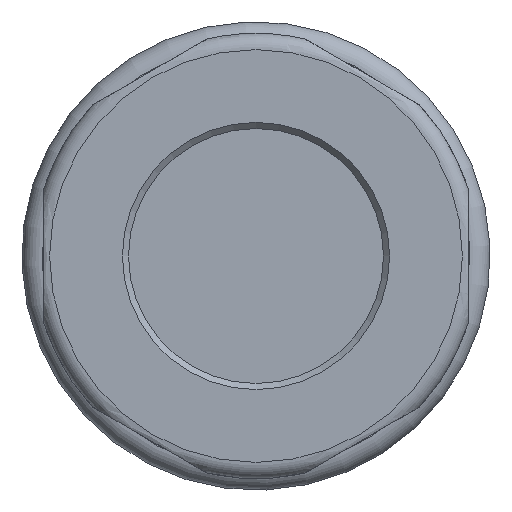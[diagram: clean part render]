
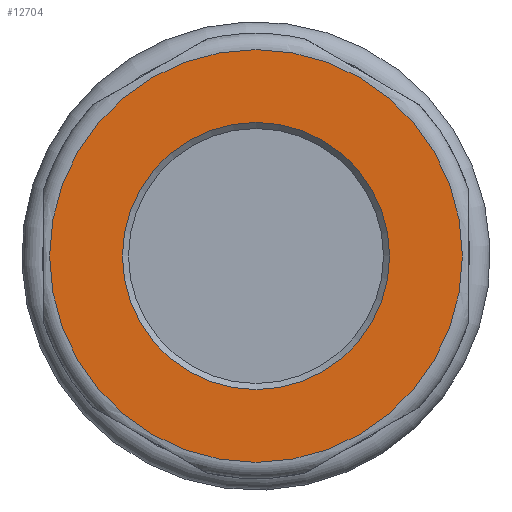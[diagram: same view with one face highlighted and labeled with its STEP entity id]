
A CAD part, left-side view. The second image highlights one B-rep face of the part: STEP entity #12704.
In plain terms, the highlighted planar face has unit normal (-1, 0, 0).
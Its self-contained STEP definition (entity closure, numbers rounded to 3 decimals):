
#423=PLANE('',#13487);
#664=FACE_BOUND('',#1460,.T.);
#741=FACE_OUTER_BOUND('',#1459,.T.);
#1459=EDGE_LOOP('',(#8348,#8349));
#1460=EDGE_LOOP('',(#8350));
#2228=CIRCLE('',#13461,10.2);
#2229=CIRCLE('',#13462,10.2);
#2242=CIRCLE('',#13488,6.6);
#5021=VERTEX_POINT('',#21550);
#5022=VERTEX_POINT('',#21552);
#5036=VERTEX_POINT('',#21759);
#6328=EDGE_CURVE('',#5021,#5022,#2228,.T.);
#6329=EDGE_CURVE('',#5022,#5021,#2229,.T.);
#6357=EDGE_CURVE('',#5036,#5036,#2242,.T.);
#8348=ORIENTED_EDGE('',*,*,#6329,.F.);
#8349=ORIENTED_EDGE('',*,*,#6328,.F.);
#8350=ORIENTED_EDGE('',*,*,#6357,.F.);
#12704=ADVANCED_FACE('',(#741,#664),#423,.T.);
#13461=AXIS2_PLACEMENT_3D('',#21553,#14163,#14164);
#13462=AXIS2_PLACEMENT_3D('',#21554,#14165,#14166);
#13487=AXIS2_PLACEMENT_3D('',#21758,#14224,#14225);
#13488=AXIS2_PLACEMENT_3D('',#21760,#14226,#14227);
#14163=DIRECTION('center_axis',(1.,0.,0.));
#14164=DIRECTION('ref_axis',(0.,-1.,0.));
#14165=DIRECTION('center_axis',(1.,0.,0.));
#14166=DIRECTION('ref_axis',(0.,-1.,0.));
#14224=DIRECTION('center_axis',(-1.,0.,0.));
#14225=DIRECTION('ref_axis',(0.,0.,1.));
#14226=DIRECTION('center_axis',(-1.,0.,0.));
#14227=DIRECTION('ref_axis',(0.,-1.,0.));
#21550=CARTESIAN_POINT('',(0.,0.,10.2));
#21552=CARTESIAN_POINT('',(0.,10.2,0.));
#21553=CARTESIAN_POINT('Origin',(0.,0.,0.));
#21554=CARTESIAN_POINT('Origin',(0.,0.,0.));
#21758=CARTESIAN_POINT('Origin',(0.,8.65,0.));
#21759=CARTESIAN_POINT('',(0.,6.6,0.));
#21760=CARTESIAN_POINT('Origin',(0.,0.,0.));
